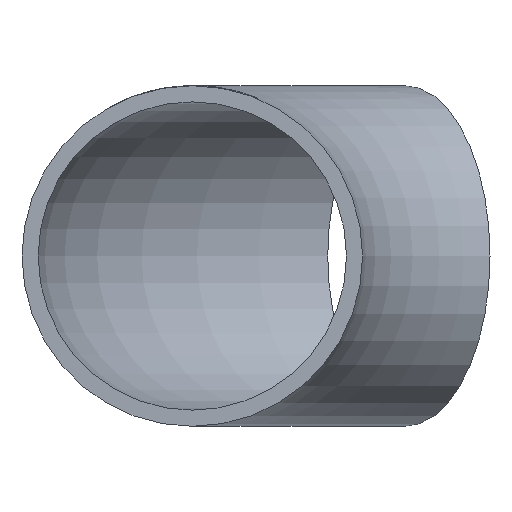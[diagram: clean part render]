
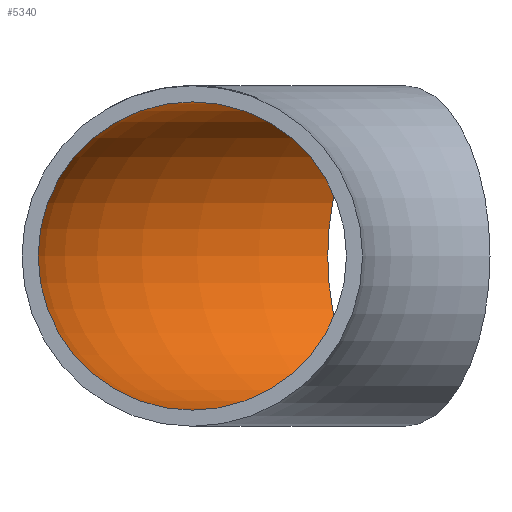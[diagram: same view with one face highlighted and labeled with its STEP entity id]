
A CAD part, front view. The second image highlights one B-rep face of the part: STEP entity #5340.
In plain terms, the highlighted toroidal (fillet/blend) face has major radius 95 mm and minor radius 34.45 mm.
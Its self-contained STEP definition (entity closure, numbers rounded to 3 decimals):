
#132 = EDGE_LOOP ( 'NONE', ( #4255 ) ) ;
#2867 = AXIS2_PLACEMENT_3D ( 'NONE', #6167, #21981, #21476 ) ;
#4255 = ORIENTED_EDGE ( 'NONE', *, *, #15770, .F. ) ;
#4689 = VERTEX_POINT ( 'NONE', #15978 ) ;
#4995 = DIRECTION ( 'NONE',  ( -1., 0., 0. ) ) ;
#5167 = DIRECTION ( 'NONE',  ( 0., 1., 0. ) ) ;
#5257 = CARTESIAN_POINT ( 'NONE',  ( 0., 0., 0. ) ) ;
#5340 = ADVANCED_FACE ( 'NONE', ( #18792, #20326 ), #23965, .F. ) ;
#6167 = CARTESIAN_POINT ( 'NONE',  ( -47.5, 82.272, 0. ) ) ;
#6613 = CARTESIAN_POINT ( 'NONE',  ( -64.725, 112.107, 0. ) ) ;
#6751 = EDGE_CURVE ( 'NONE', #24225, #24225, #24866, .T. ) ;
#8367 = CARTESIAN_POINT ( 'NONE',  ( -95., 0., 0. ) ) ;
#10089 = CIRCLE ( 'NONE', #24355, 34.45 ) ;
#11660 = EDGE_LOOP ( 'NONE', ( #14593 ) ) ;
#14593 = ORIENTED_EDGE ( 'NONE', *, *, #6751, .T. ) ;
#14895 = DIRECTION ( 'NONE',  ( 0., 0., 1. ) ) ;
#15770 = EDGE_CURVE ( 'NONE', #4689, #4689, #10089, .T. ) ;
#15978 = CARTESIAN_POINT ( 'NONE',  ( -95., 0., 34.45 ) ) ;
#18792 = FACE_OUTER_BOUND ( 'NONE', #11660, .T. ) ;
#20326 = FACE_OUTER_BOUND ( 'NONE', #132, .T. ) ;
#20578 = DIRECTION ( 'NONE',  ( 0., 0., -1. ) ) ;
#20693 = AXIS2_PLACEMENT_3D ( 'NONE', #5257, #20578, #4995 ) ;
#21476 = DIRECTION ( 'NONE',  ( -0.5, 0.866, 0. ) ) ;
#21981 = DIRECTION ( 'NONE',  ( 0.866, 0.5, 0. ) ) ;
#23965 = TOROIDAL_SURFACE ( 'NONE', #20693, 95., 34.45 ) ;
#24225 = VERTEX_POINT ( 'NONE', #6613 ) ;
#24355 = AXIS2_PLACEMENT_3D ( 'NONE', #8367, #5167, #14895 ) ;
#24866 = CIRCLE ( 'NONE', #2867, 34.45 ) ;
